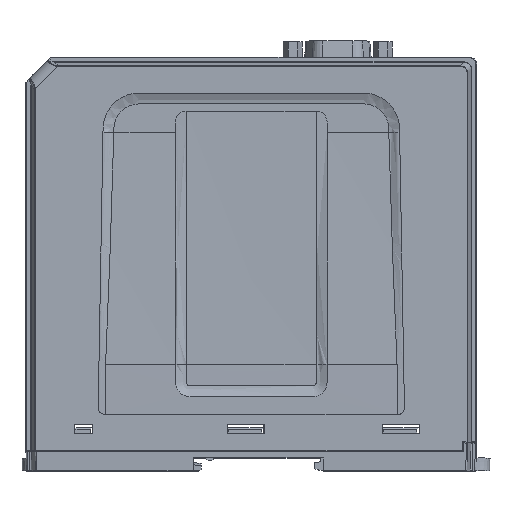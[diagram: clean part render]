
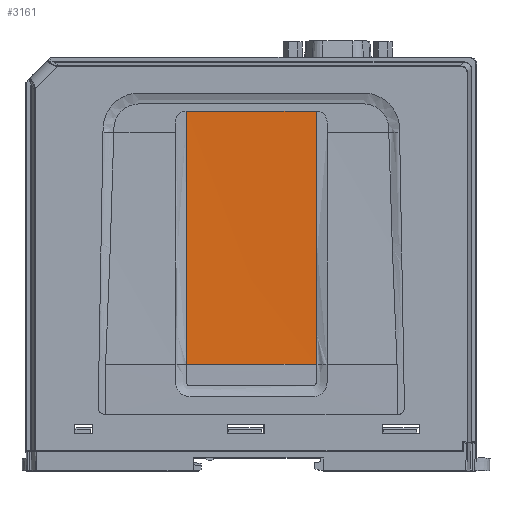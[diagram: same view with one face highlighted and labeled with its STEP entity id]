
A CAD part, top view. The second image highlights one B-rep face of the part: STEP entity #3161.
In plain terms, the highlighted free-form (B-spline) face has degree [3, 3] with [7, 6] control points.
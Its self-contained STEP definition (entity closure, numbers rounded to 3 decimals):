
#2772 = EDGE_LOOP ( 'NONE', ( #2962, #2963, #2964, #2965 ) ) ;
#2962 = ORIENTED_EDGE ( 'NONE', *, *, #7217, .T. ) ;
#2963 = ORIENTED_EDGE ( 'NONE', *, *, #7210, .T. ) ;
#2964 = ORIENTED_EDGE ( 'NONE', *, *, #7175, .F. ) ;
#2965 = ORIENTED_EDGE ( 'NONE', *, *, #7220, .T. ) ;
#3161 = ADVANCED_FACE ( 'NONE', ( #30963 ), #26622, .T. ) ;
#7175 = EDGE_CURVE ( 'NONE', #63244, #63206, #49239, .T. ) ;
#7210 = EDGE_CURVE ( 'NONE', #62781, #63206, #49253, .T. ) ;
#7217 = EDGE_CURVE ( 'NONE', #63224, #62781, #51302, .T. ) ;
#7220 = EDGE_CURVE ( 'NONE', #63244, #63224, #49256, .T. ) ;
#26622 = B_SPLINE_SURFACE_WITH_KNOTS ( 'NONE', 3, 3, ( 
 ( #32287, #32290, #32291, #32292, #32293, #32294 ),
 ( #32295, #32296, #32297, #32298, #32299, #32300 ),
 ( #32301, #32302, #32303, #32304, #32305, #32306 ),
 ( #32307, #32308, #32309, #32310, #32311, #32312 ),
 ( #32313, #32314, #32315, #32316, #32317, #32318 ),
 ( #32319, #32320, #32321, #32322, #32323, #32324 ),
 ( #32325, #32326, #32327, #32328, #32329, #32330 ) ),
 .UNSPECIFIED., .F., .F., .F.,
 ( 4, 1, 1, 1, 4 ),
 ( 4, 1, 1, 4 ),
 ( 0., 0.25, 0.5, 0.75, 1. ),
 ( 0., 0.333, 0.667, 1. ),
 .UNSPECIFIED. ) ;
#29049 = CARTESIAN_POINT ( 'NONE',  ( -89.045, 59.439, 12.5 ) ) ;
#29474 = CARTESIAN_POINT ( 'NONE',  ( -89.045, -10.762, 12.474 ) ) ;
#29492 = CARTESIAN_POINT ( 'NONE',  ( -53.045, 59.439, 12.5 ) ) ;
#29512 = CARTESIAN_POINT ( 'NONE',  ( -53.045, -10.762, 12.474 ) ) ;
#30963 = FACE_OUTER_BOUND ( 'NONE', #2772, .T. ) ;
#32287 = CARTESIAN_POINT ( 'NONE',  ( -53.045, 59.439, 12.5 ) ) ;
#32290 = CARTESIAN_POINT ( 'NONE',  ( -53.045, 51.639, 12.5 ) ) ;
#32291 = CARTESIAN_POINT ( 'NONE',  ( -53.045, 36.039, 12.5 ) ) ;
#32292 = CARTESIAN_POINT ( 'NONE',  ( -53.044, 12.637, 12.2 ) ) ;
#32293 = CARTESIAN_POINT ( 'NONE',  ( -53.045, -2.962, 12.431 ) ) ;
#32294 = CARTESIAN_POINT ( 'NONE',  ( -53.045, -10.762, 12.474 ) ) ;
#32295 = CARTESIAN_POINT ( 'NONE',  ( -56.045, 59.439, 12.5 ) ) ;
#32296 = CARTESIAN_POINT ( 'NONE',  ( -56.045, 51.639, 12.5 ) ) ;
#32297 = CARTESIAN_POINT ( 'NONE',  ( -56.045, 36.039, 12.5 ) ) ;
#32298 = CARTESIAN_POINT ( 'NONE',  ( -56.044, 12.637, 12.2 ) ) ;
#32299 = CARTESIAN_POINT ( 'NONE',  ( -56.045, -2.962, 12.431 ) ) ;
#32300 = CARTESIAN_POINT ( 'NONE',  ( -56.045, -10.762, 12.474 ) ) ;
#32301 = CARTESIAN_POINT ( 'NONE',  ( -62.045, 59.439, 12.5 ) ) ;
#32302 = CARTESIAN_POINT ( 'NONE',  ( -62.045, 51.639, 12.5 ) ) ;
#32303 = CARTESIAN_POINT ( 'NONE',  ( -62.045, 36.039, 12.5 ) ) ;
#32304 = CARTESIAN_POINT ( 'NONE',  ( -62.044, 12.637, 12.2 ) ) ;
#32305 = CARTESIAN_POINT ( 'NONE',  ( -62.045, -2.962, 12.431 ) ) ;
#32306 = CARTESIAN_POINT ( 'NONE',  ( -62.045, -10.762, 12.474 ) ) ;
#32307 = CARTESIAN_POINT ( 'NONE',  ( -71.045, 59.439, 12.5 ) ) ;
#32308 = CARTESIAN_POINT ( 'NONE',  ( -71.045, 51.639, 12.5 ) ) ;
#32309 = CARTESIAN_POINT ( 'NONE',  ( -71.045, 36.039, 12.5 ) ) ;
#32310 = CARTESIAN_POINT ( 'NONE',  ( -71.045, 12.637, 12.2 ) ) ;
#32311 = CARTESIAN_POINT ( 'NONE',  ( -71.045, -2.962, 12.431 ) ) ;
#32312 = CARTESIAN_POINT ( 'NONE',  ( -71.045, -10.762, 12.474 ) ) ;
#32313 = CARTESIAN_POINT ( 'NONE',  ( -80.045, 59.439, 12.5 ) ) ;
#32314 = CARTESIAN_POINT ( 'NONE',  ( -80.045, 51.639, 12.5 ) ) ;
#32315 = CARTESIAN_POINT ( 'NONE',  ( -80.045, 36.039, 12.5 ) ) ;
#32316 = CARTESIAN_POINT ( 'NONE',  ( -80.045, 12.637, 12.2 ) ) ;
#32317 = CARTESIAN_POINT ( 'NONE',  ( -80.045, -2.962, 12.431 ) ) ;
#32318 = CARTESIAN_POINT ( 'NONE',  ( -80.045, -10.762, 12.474 ) ) ;
#32319 = CARTESIAN_POINT ( 'NONE',  ( -86.045, 59.439, 12.5 ) ) ;
#32320 = CARTESIAN_POINT ( 'NONE',  ( -86.045, 51.639, 12.5 ) ) ;
#32321 = CARTESIAN_POINT ( 'NONE',  ( -86.045, 36.039, 12.5 ) ) ;
#32322 = CARTESIAN_POINT ( 'NONE',  ( -86.045, 12.637, 12.2 ) ) ;
#32323 = CARTESIAN_POINT ( 'NONE',  ( -86.045, -2.962, 12.431 ) ) ;
#32324 = CARTESIAN_POINT ( 'NONE',  ( -86.045, -10.762, 12.474 ) ) ;
#32325 = CARTESIAN_POINT ( 'NONE',  ( -89.045, 59.439, 12.5 ) ) ;
#32326 = CARTESIAN_POINT ( 'NONE',  ( -89.045, 51.639, 12.5 ) ) ;
#32327 = CARTESIAN_POINT ( 'NONE',  ( -89.045, 36.039, 12.5 ) ) ;
#32328 = CARTESIAN_POINT ( 'NONE',  ( -89.045, 12.637, 12.2 ) ) ;
#32329 = CARTESIAN_POINT ( 'NONE',  ( -89.045, -2.962, 12.431 ) ) ;
#32330 = CARTESIAN_POINT ( 'NONE',  ( -89.045, -10.762, 12.474 ) ) ;
#49239 = B_SPLINE_CURVE_WITH_KNOTS ( 'NONE', 3,
 ( #51003, #50978, #51005, #51006 ),
 .UNSPECIFIED., .F., .F.,
 ( 4, 4 ),
 ( 0., 1. ),
 .UNSPECIFIED. ) ;
#49253 = B_SPLINE_CURVE_WITH_KNOTS ( 'NONE', 3,
 ( #51287, #51286, #51289, #51290, #51291, #51292 ),
 .UNSPECIFIED., .F., .F.,
 ( 4, 1, 1, 4 ),
 ( 0., 0.333, 0.667, 1. ),
 .UNSPECIFIED. ) ;
#49256 = B_SPLINE_CURVE_WITH_KNOTS ( 'NONE', 3,
 ( #51311, #51309, #51313, #51314, #51315, #51316 ),
 .UNSPECIFIED., .F., .F.,
 ( 4, 1, 1, 4 ),
 ( 0., 0.333, 0.667, 1. ),
 .UNSPECIFIED. ) ;
#50484 = VECTOR ( 'NONE', #51310, 1000. ) ;
#50978 = CARTESIAN_POINT ( 'NONE',  ( -65.044, -10.762, 12.474 ) ) ;
#51003 = CARTESIAN_POINT ( 'NONE',  ( -53.045, -10.762, 12.474 ) ) ;
#51005 = CARTESIAN_POINT ( 'NONE',  ( -77.046, -10.762, 12.474 ) ) ;
#51006 = CARTESIAN_POINT ( 'NONE',  ( -89.045, -10.762, 12.474 ) ) ;
#51286 = CARTESIAN_POINT ( 'NONE',  ( -89.045, 51.639, 12.5 ) ) ;
#51287 = CARTESIAN_POINT ( 'NONE',  ( -89.045, 59.439, 12.5 ) ) ;
#51289 = CARTESIAN_POINT ( 'NONE',  ( -89.045, 36.039, 12.5 ) ) ;
#51290 = CARTESIAN_POINT ( 'NONE',  ( -89.045, 12.637, 12.2 ) ) ;
#51291 = CARTESIAN_POINT ( 'NONE',  ( -89.045, -2.962, 12.431 ) ) ;
#51292 = CARTESIAN_POINT ( 'NONE',  ( -89.045, -10.762, 12.474 ) ) ;
#51302 = LINE ( 'NONE', #51308, #50484 ) ;
#51308 = CARTESIAN_POINT ( 'NONE',  ( -8.545, 59.439, 12.5 ) ) ;
#51309 = CARTESIAN_POINT ( 'NONE',  ( -53.045, -2.962, 12.431 ) ) ;
#51310 = DIRECTION ( 'NONE',  ( -1., 0., 0. ) ) ;
#51311 = CARTESIAN_POINT ( 'NONE',  ( -53.045, -10.762, 12.474 ) ) ;
#51313 = CARTESIAN_POINT ( 'NONE',  ( -53.044, 12.637, 12.2 ) ) ;
#51314 = CARTESIAN_POINT ( 'NONE',  ( -53.045, 36.039, 12.5 ) ) ;
#51315 = CARTESIAN_POINT ( 'NONE',  ( -53.045, 51.639, 12.5 ) ) ;
#51316 = CARTESIAN_POINT ( 'NONE',  ( -53.045, 59.439, 12.5 ) ) ;
#62781 = VERTEX_POINT ( 'NONE', #29049 ) ;
#63206 = VERTEX_POINT ( 'NONE', #29474 ) ;
#63224 = VERTEX_POINT ( 'NONE', #29492 ) ;
#63244 = VERTEX_POINT ( 'NONE', #29512 ) ;
